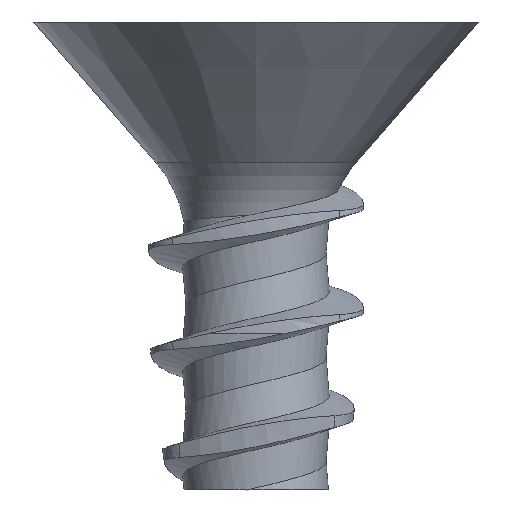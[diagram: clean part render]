
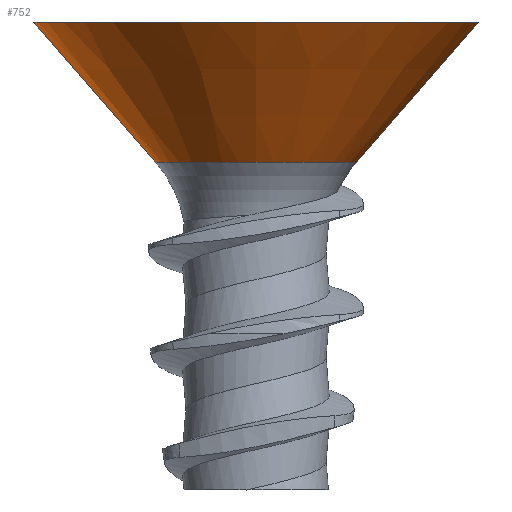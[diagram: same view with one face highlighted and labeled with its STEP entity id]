
A CAD part, front view. The second image highlights one B-rep face of the part: STEP entity #752.
In plain terms, the highlighted conical face has half-angle 41 degrees and reference radius 0.857 mm.
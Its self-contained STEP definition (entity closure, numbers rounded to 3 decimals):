
#24 = DIRECTION ( 'NONE',  ( 0.656, 0., 0.755 ) ) ;
#154 = VERTEX_POINT ( 'NONE', #3028 ) ;
#183 = ORIENTED_EDGE ( 'NONE', *, *, #973, .T. ) ;
#329 = VERTEX_POINT ( 'NONE', #638 ) ;
#345 = CONICAL_SURFACE ( 'NONE', #1906, 0.857, 0.716 ) ;
#638 = CARTESIAN_POINT ( 'NONE',  ( 1.9, 0., 2. ) ) ;
#673 = CARTESIAN_POINT ( 'NONE',  ( 0.857, 0., 0.8 ) ) ;
#687 = CARTESIAN_POINT ( 'NONE',  ( 0., 0., 0.8 ) ) ;
#752 = ADVANCED_FACE ( 'NONE', ( #2513 ), #345, .T. ) ;
#913 = DIRECTION ( 'NONE',  ( 0., 0., 1. ) ) ;
#947 = DIRECTION ( 'NONE',  ( 1., 0., 0. ) ) ;
#973 = EDGE_CURVE ( 'NONE', #1751, #329, #2476, .T. ) ;
#1068 = DIRECTION ( 'NONE',  ( 0., 0., 1. ) ) ;
#1070 = ORIENTED_EDGE ( 'NONE', *, *, #1727, .F. ) ;
#1082 = DIRECTION ( 'NONE',  ( 1., 0., 0. ) ) ;
#1118 = CARTESIAN_POINT ( 'NONE',  ( 0.857, 0., 0.8 ) ) ;
#1150 = CARTESIAN_POINT ( 'NONE',  ( -0.857, 0., 0.8 ) ) ;
#1175 = VERTEX_POINT ( 'NONE', #2709 ) ;
#1197 = EDGE_CURVE ( 'NONE', #154, #1751, #1679, .T. ) ;
#1544 = CARTESIAN_POINT ( 'NONE',  ( 0., 0., 0.8 ) ) ;
#1598 = LINE ( 'NONE', #1150, #1951 ) ;
#1679 = CIRCLE ( 'NONE', #3140, 0.857 ) ;
#1727 = EDGE_CURVE ( 'NONE', #1175, #329, #3067, .T. ) ;
#1751 = VERTEX_POINT ( 'NONE', #1118 ) ;
#1804 = ORIENTED_EDGE ( 'NONE', *, *, #1197, .T. ) ;
#1829 = VECTOR ( 'NONE', #24, 1000. ) ;
#1861 = DIRECTION ( 'NONE',  ( -0.656, 0., 0.755 ) ) ;
#1906 = AXIS2_PLACEMENT_3D ( 'NONE', #687, #913, #947 ) ;
#1951 = VECTOR ( 'NONE', #1861, 1000. ) ;
#2274 = CARTESIAN_POINT ( 'NONE',  ( 0., 0., 2. ) ) ;
#2476 = LINE ( 'NONE', #673, #1829 ) ;
#2513 = FACE_OUTER_BOUND ( 'NONE', #2758, .T. ) ;
#2633 = DIRECTION ( 'NONE',  ( 0., 0., 1. ) ) ;
#2709 = CARTESIAN_POINT ( 'NONE',  ( -1.9, 0., 2. ) ) ;
#2758 = EDGE_LOOP ( 'NONE', ( #2871, #1804, #183, #1070 ) ) ;
#2791 = DIRECTION ( 'NONE',  ( 1., 0., 0. ) ) ;
#2871 = ORIENTED_EDGE ( 'NONE', *, *, #3007, .F. ) ;
#2941 = AXIS2_PLACEMENT_3D ( 'NONE', #2274, #2633, #2791 ) ;
#3007 = EDGE_CURVE ( 'NONE', #154, #1175, #1598, .T. ) ;
#3028 = CARTESIAN_POINT ( 'NONE',  ( -0.857, 0., 0.8 ) ) ;
#3067 = CIRCLE ( 'NONE', #2941, 1.9 ) ;
#3140 = AXIS2_PLACEMENT_3D ( 'NONE', #1544, #1068, #1082 ) ;
